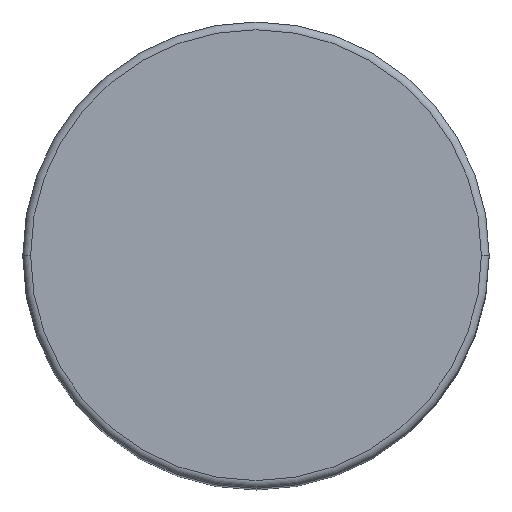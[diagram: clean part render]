
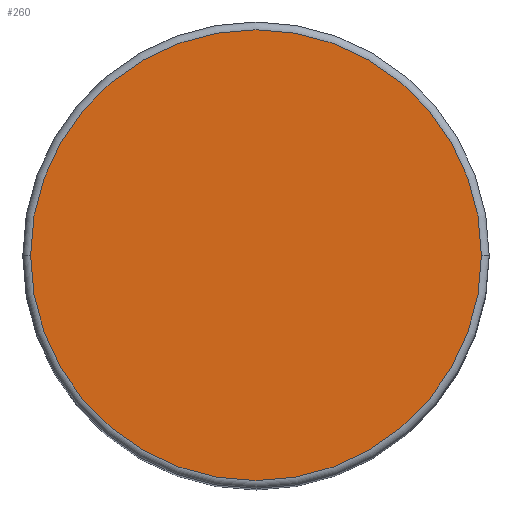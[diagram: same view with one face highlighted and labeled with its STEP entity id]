
A CAD part, top view. The second image highlights one B-rep face of the part: STEP entity #260.
In plain terms, the highlighted planar face has unit normal (0, 0, 1).
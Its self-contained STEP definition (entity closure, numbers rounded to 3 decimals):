
#69=CARTESIAN_POINT('',(0.,0.,60.));
#70=DIRECTION('',(0.,0.,1.));
#71=DIRECTION('',(1.,0.,0.));
#72=AXIS2_PLACEMENT_3D('',#69,#70,#71);
#74=CARTESIAN_POINT('',(0.,0.,60.));
#75=DIRECTION('',(0.,0.,1.));
#76=DIRECTION('',(-1.,0.,0.));
#77=AXIS2_PLACEMENT_3D('',#74,#75,#76);
#217=CARTESIAN_POINT('',(14.5,0.,60.));
#218=CARTESIAN_POINT('',(-14.5,0.,60.));
#219=VERTEX_POINT('',#217);
#220=VERTEX_POINT('',#218);
#249=CARTESIAN_POINT('',(0.,0.,60.));
#250=DIRECTION('',(0.,0.,1.));
#251=DIRECTION('',(1.,0.,0.));
#252=AXIS2_PLACEMENT_3D('',#249,#250,#251);
#253=PLANE('',#252);
#255=ORIENTED_EDGE('',*,*,#254,.F.);
#257=ORIENTED_EDGE('',*,*,#256,.F.);
#258=EDGE_LOOP('',(#255,#257));
#259=FACE_OUTER_BOUND('',#258,.F.);
#260=ADVANCED_FACE('',(#259),#253,.T.);
#73=CIRCLE('',#72,14.5);
#78=CIRCLE('',#77,14.5);
#254=EDGE_CURVE('',#219,#220,#73,.T.);
#256=EDGE_CURVE('',#220,#219,#78,.T.);
